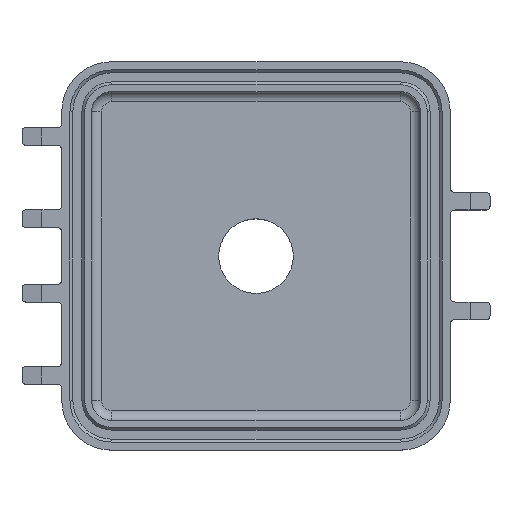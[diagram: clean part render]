
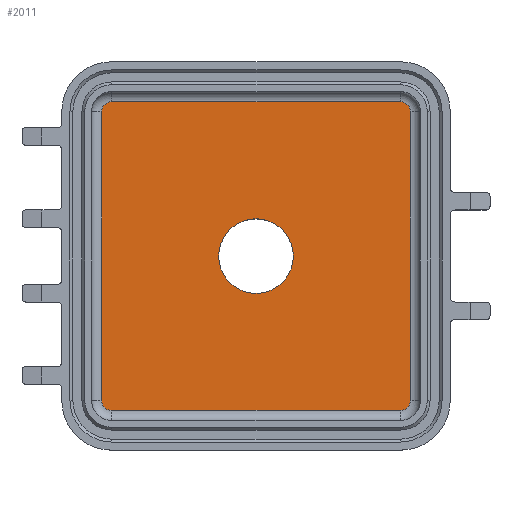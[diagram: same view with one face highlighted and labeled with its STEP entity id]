
A CAD part, top view. The second image highlights one B-rep face of the part: STEP entity #2011.
In plain terms, the highlighted planar face has unit normal (0, 0, 1).
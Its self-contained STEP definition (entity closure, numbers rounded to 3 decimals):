
#81 = CARTESIAN_POINT ( 'NONE',  ( -62., -66., 19.25 ) ) ;
#127 = CARTESIAN_POINT ( 'NONE',  ( -4., -8., 19.25 ) ) ;
#137 = DIRECTION ( 'NONE',  ( 1., 0., 0. ) ) ;
#464 = VERTEX_POINT ( 'NONE', #8062 ) ;
#485 = CARTESIAN_POINT ( 'NONE',  ( -2., -66., 19.25 ) ) ;
#567 = CIRCLE ( 'NONE', #7174, 2. ) ;
#576 = DIRECTION ( 'NONE',  ( 1., 0., 0. ) ) ;
#585 = LINE ( 'NONE', #2173, #2366 ) ;
#612 = VECTOR ( 'NONE', #5737, 1000. ) ;
#726 = DIRECTION ( 'NONE',  ( 1., 0., 0. ) ) ;
#792 = DIRECTION ( 'NONE',  ( 0., 0., 1. ) ) ;
#805 = DIRECTION ( 'NONE',  ( 1., 0., 0. ) ) ;
#839 = CARTESIAN_POINT ( 'NONE',  ( 0., -6., 19.25 ) ) ;
#1121 = EDGE_CURVE ( 'NONE', #9688, #7067, #4253, .T. ) ;
#1229 = AXIS2_PLACEMENT_3D ( 'NONE', #8323, #3741, #726 ) ;
#1641 = PLANE ( 'NONE',  #9414 ) ;
#1656 = CARTESIAN_POINT ( 'NONE',  ( -40.5, -37., 19.25 ) ) ;
#1829 = CARTESIAN_POINT ( 'NONE',  ( -64., -8., 19.25 ) ) ;
#1846 = ORIENTED_EDGE ( 'NONE', *, *, #6682, .T. ) ;
#2011 = ADVANCED_FACE ( 'NONE', ( #5418, #9024 ), #1641, .T. ) ;
#2059 = VECTOR ( 'NONE', #805, 1000. ) ;
#2074 = DIRECTION ( 'NONE',  ( 0., 0., 1. ) ) ;
#2173 = CARTESIAN_POINT ( 'NONE',  ( -64., -4., 19.25 ) ) ;
#2366 = VECTOR ( 'NONE', #2886, 1000. ) ;
#2621 = CARTESIAN_POINT ( 'NONE',  ( -66., -68., 19.25 ) ) ;
#2886 = DIRECTION ( 'NONE',  ( 0., 1., 0. ) ) ;
#2906 = CARTESIAN_POINT ( 'NONE',  ( -4., -6., 19.25 ) ) ;
#2969 = VERTEX_POINT ( 'NONE', #1829 ) ;
#3092 = VERTEX_POINT ( 'NONE', #9868 ) ;
#3173 = CARTESIAN_POINT ( 'NONE',  ( 0., 0., 19.25 ) ) ;
#3196 = ORIENTED_EDGE ( 'NONE', *, *, #4151, .F. ) ;
#3274 = LINE ( 'NONE', #2621, #8927 ) ;
#3301 = CIRCLE ( 'NONE', #1229, 2. ) ;
#3370 = CARTESIAN_POINT ( 'NONE',  ( -33., -37., 19.25 ) ) ;
#3479 = LINE ( 'NONE', #4978, #612 ) ;
#3741 = DIRECTION ( 'NONE',  ( 0., 0., 1. ) ) ;
#3893 = EDGE_CURVE ( 'NONE', #464, #6223, #5500, .T. ) ;
#3968 = EDGE_LOOP ( 'NONE', ( #4238, #9747 ) ) ;
#4151 = EDGE_CURVE ( 'NONE', #464, #2969, #585, .T. ) ;
#4196 = VERTEX_POINT ( 'NONE', #8242 ) ;
#4238 = ORIENTED_EDGE ( 'NONE', *, *, #1121, .F. ) ;
#4253 = CIRCLE ( 'NONE', #9607, 7.5 ) ;
#4449 = DIRECTION ( 'NONE',  ( 0., 0., 1. ) ) ;
#4628 = EDGE_CURVE ( 'NONE', #7067, #9688, #6084, .T. ) ;
#4885 = ORIENTED_EDGE ( 'NONE', *, *, #5427, .T. ) ;
#4911 = EDGE_CURVE ( 'NONE', #3092, #7794, #3301, .T. ) ;
#4978 = CARTESIAN_POINT ( 'NONE',  ( -2., 0., 19.25 ) ) ;
#5224 = CARTESIAN_POINT ( 'NONE',  ( -62., -8., 19.25 ) ) ;
#5406 = VERTEX_POINT ( 'NONE', #2906 ) ;
#5418 = FACE_BOUND ( 'NONE', #3968, .T. ) ;
#5427 = EDGE_CURVE ( 'NONE', #4196, #2969, #567, .T. ) ;
#5500 = CIRCLE ( 'NONE', #6275, 2. ) ;
#5590 = DIRECTION ( 'NONE',  ( 0., 0., 1. ) ) ;
#5681 = DIRECTION ( 'NONE',  ( -1., 0., 0. ) ) ;
#5737 = DIRECTION ( 'NONE',  ( 0., -1., 0. ) ) ;
#5958 = VERTEX_POINT ( 'NONE', #9200 ) ;
#6023 = LINE ( 'NONE', #839, #2059 ) ;
#6084 = CIRCLE ( 'NONE', #9640, 7.5 ) ;
#6223 = VERTEX_POINT ( 'NONE', #7205 ) ;
#6275 = AXIS2_PLACEMENT_3D ( 'NONE', #81, #792, #137 ) ;
#6412 = CIRCLE ( 'NONE', #7993, 2. ) ;
#6500 = DIRECTION ( 'NONE',  ( 1., 0., 0. ) ) ;
#6592 = ORIENTED_EDGE ( 'NONE', *, *, #9010, .F. ) ;
#6682 = EDGE_CURVE ( 'NONE', #5958, #5406, #6412, .T. ) ;
#6849 = ORIENTED_EDGE ( 'NONE', *, *, #8443, .F. ) ;
#6850 = DIRECTION ( 'NONE',  ( 1., 0., 0. ) ) ;
#7010 = DIRECTION ( 'NONE',  ( 1., 0., 0. ) ) ;
#7067 = VERTEX_POINT ( 'NONE', #1656 ) ;
#7106 = EDGE_LOOP ( 'NONE', ( #1846, #6849, #4885, #3196, #8723, #8469, #8583, #6592 ) ) ;
#7131 = DIRECTION ( 'NONE',  ( 1., 0., 0. ) ) ;
#7174 = AXIS2_PLACEMENT_3D ( 'NONE', #5224, #4449, #6850 ) ;
#7205 = CARTESIAN_POINT ( 'NONE',  ( -62., -68., 19.25 ) ) ;
#7254 = EDGE_CURVE ( 'NONE', #3092, #6223, #3274, .T. ) ;
#7794 = VERTEX_POINT ( 'NONE', #485 ) ;
#7872 = DIRECTION ( 'NONE',  ( 0., 0., 1. ) ) ;
#7993 = AXIS2_PLACEMENT_3D ( 'NONE', #127, #7872, #7131 ) ;
#8062 = CARTESIAN_POINT ( 'NONE',  ( -64., -66., 19.25 ) ) ;
#8206 = CARTESIAN_POINT ( 'NONE',  ( -25.5, -37., 19.25 ) ) ;
#8242 = CARTESIAN_POINT ( 'NONE',  ( -62., -6., 19.25 ) ) ;
#8323 = CARTESIAN_POINT ( 'NONE',  ( -4., -66., 19.25 ) ) ;
#8443 = EDGE_CURVE ( 'NONE', #4196, #5406, #6023, .T. ) ;
#8469 = ORIENTED_EDGE ( 'NONE', *, *, #7254, .F. ) ;
#8514 = DIRECTION ( 'NONE',  ( 0., 0., 1. ) ) ;
#8583 = ORIENTED_EDGE ( 'NONE', *, *, #4911, .T. ) ;
#8723 = ORIENTED_EDGE ( 'NONE', *, *, #3893, .T. ) ;
#8927 = VECTOR ( 'NONE', #5681, 1000. ) ;
#9010 = EDGE_CURVE ( 'NONE', #5958, #7794, #3479, .T. ) ;
#9024 = FACE_OUTER_BOUND ( 'NONE', #7106, .T. ) ;
#9053 = CARTESIAN_POINT ( 'NONE',  ( -33., -37., 19.25 ) ) ;
#9200 = CARTESIAN_POINT ( 'NONE',  ( -2., -8., 19.25 ) ) ;
#9414 = AXIS2_PLACEMENT_3D ( 'NONE', #3173, #8514, #7010 ) ;
#9607 = AXIS2_PLACEMENT_3D ( 'NONE', #9053, #2074, #576 ) ;
#9640 = AXIS2_PLACEMENT_3D ( 'NONE', #3370, #5590, #6500 ) ;
#9688 = VERTEX_POINT ( 'NONE', #8206 ) ;
#9747 = ORIENTED_EDGE ( 'NONE', *, *, #4628, .F. ) ;
#9868 = CARTESIAN_POINT ( 'NONE',  ( -4., -68., 19.25 ) ) ;
